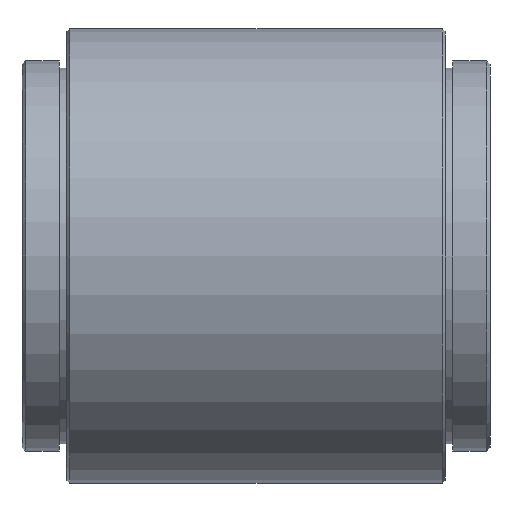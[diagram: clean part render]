
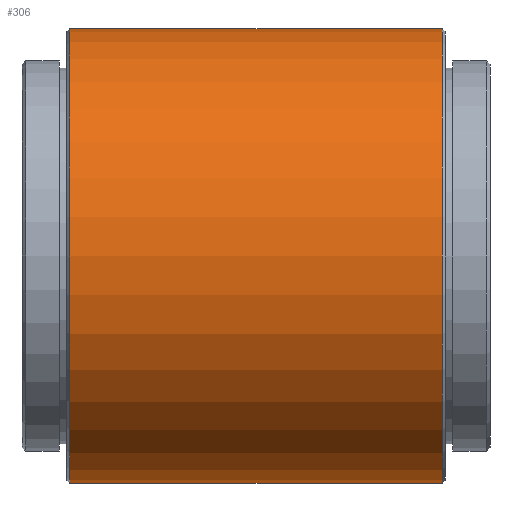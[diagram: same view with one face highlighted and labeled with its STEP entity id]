
A CAD part, front view. The second image highlights one B-rep face of the part: STEP entity #306.
In plain terms, the highlighted cylindrical face has radius 15.25 mm (diameter 30.5 mm), a partial arc.
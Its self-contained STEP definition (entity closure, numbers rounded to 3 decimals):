
#1 = DIRECTION ( 'NONE',  ( 0., 0., 1. ) ) ;
#6 = ORIENTED_EDGE ( 'NONE', *, *, #619, .T. ) ;
#64 = VERTEX_POINT ( 'NONE', #624 ) ;
#105 = CARTESIAN_POINT ( 'NONE',  ( -24.4, 0., 0. ) ) ;
#197 = EDGE_LOOP ( 'NONE', ( #707, #6, #640, #844 ) ) ;
#222 = EDGE_CURVE ( 'NONE', #64, #662, #774, .T. ) ;
#225 = DIRECTION ( 'NONE',  ( 0., 0., -1. ) ) ;
#246 = AXIS2_PLACEMENT_3D ( 'NONE', #389, #868, #225 ) ;
#252 = DIRECTION ( 'NONE',  ( -1., 0., 0. ) ) ;
#279 = VECTOR ( 'NONE', #252, 1000. ) ;
#306 = ADVANCED_FACE ( 'NONE', ( #1052 ), #701, .T. ) ;
#329 = EDGE_CURVE ( 'NONE', #365, #355, #855, .T. ) ;
#355 = VERTEX_POINT ( 'NONE', #496 ) ;
#365 = VERTEX_POINT ( 'NONE', #744 ) ;
#383 = EDGE_CURVE ( 'NONE', #355, #662, #932, .T. ) ;
#389 = CARTESIAN_POINT ( 'NONE',  ( 0.6, 0., 0. ) ) ;
#404 = CARTESIAN_POINT ( 'NONE',  ( 0.8, 0., -15.25 ) ) ;
#478 = DIRECTION ( 'NONE',  ( -1., 0., 0. ) ) ;
#496 = CARTESIAN_POINT ( 'NONE',  ( -24.4, 0., 15.25 ) ) ;
#550 = VECTOR ( 'NONE', #478, 1000. ) ;
#593 = DIRECTION ( 'NONE',  ( 1., 0., 0. ) ) ;
#619 = EDGE_CURVE ( 'NONE', #64, #365, #993, .T. ) ;
#624 = CARTESIAN_POINT ( 'NONE',  ( 0.6, 0., -15.25 ) ) ;
#640 = ORIENTED_EDGE ( 'NONE', *, *, #329, .T. ) ;
#643 = AXIS2_PLACEMENT_3D ( 'NONE', #885, #960, #1 ) ;
#662 = VERTEX_POINT ( 'NONE', #706 ) ;
#682 = AXIS2_PLACEMENT_3D ( 'NONE', #105, #593, #911 ) ;
#701 = CYLINDRICAL_SURFACE ( 'NONE', #643, 15.25 ) ;
#706 = CARTESIAN_POINT ( 'NONE',  ( -24.4, 0., -15.25 ) ) ;
#707 = ORIENTED_EDGE ( 'NONE', *, *, #222, .F. ) ;
#744 = CARTESIAN_POINT ( 'NONE',  ( 0.6, 0., 15.25 ) ) ;
#749 = CARTESIAN_POINT ( 'NONE',  ( 0.8, 0., 15.25 ) ) ;
#774 = LINE ( 'NONE', #404, #550 ) ;
#844 = ORIENTED_EDGE ( 'NONE', *, *, #383, .T. ) ;
#855 = LINE ( 'NONE', #749, #279 ) ;
#868 = DIRECTION ( 'NONE',  ( -1., 0., 0. ) ) ;
#885 = CARTESIAN_POINT ( 'NONE',  ( 0.8, 0., 0. ) ) ;
#911 = DIRECTION ( 'NONE',  ( 0., 0., -1. ) ) ;
#932 = CIRCLE ( 'NONE', #682, 15.25 ) ;
#960 = DIRECTION ( 'NONE',  ( -1., 0., 0. ) ) ;
#993 = CIRCLE ( 'NONE', #246, 15.25 ) ;
#1052 = FACE_OUTER_BOUND ( 'NONE', #197, .T. ) ;
